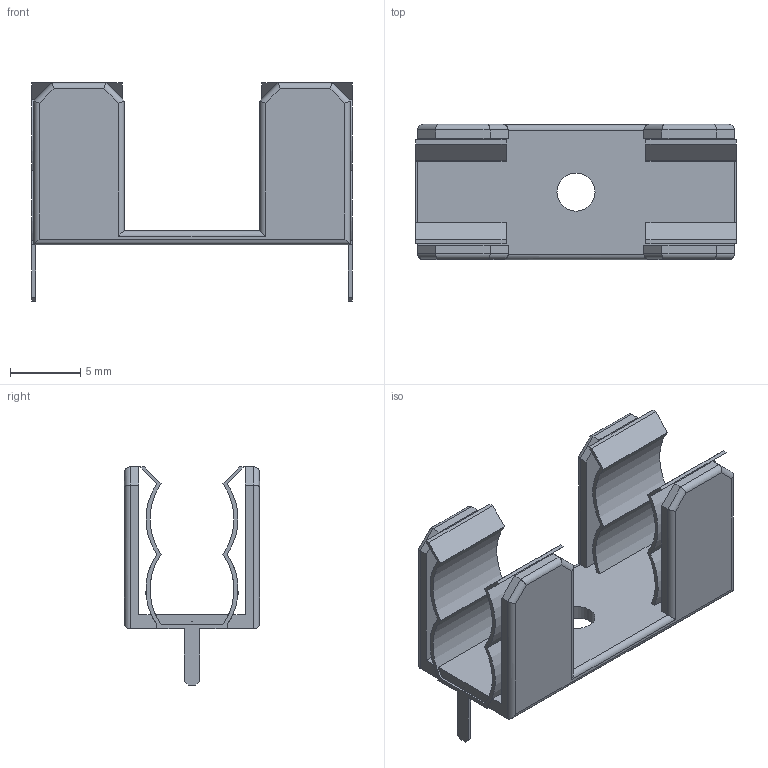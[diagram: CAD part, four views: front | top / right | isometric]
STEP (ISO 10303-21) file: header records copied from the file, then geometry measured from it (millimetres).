
FILE_DESCRIPTION(/* description */ ('model of Fuseholder_Cylinder-5x20mm_Schurter_0031_8201_Horizontal_Open'),/* implementation_level */ '2;1');
FILE_NAME(/* name */ 'Fuseholder_Cylinder-5x20mm_Schurter_0031_8201_Horizontal_Open.step',/* time_stamp */ '2019-01-12T13:58:08',/* author */ ('kicad StepUp','ksu'),/* organization */ ('FreeCAD'),/* preprocessor_version */ 'OCC',/* originating_system */ 'kicad StepUp',/* authorisation */ '');
FILE_SCHEMA(('AUTOMOTIVE_DESIGN { 1 0 10303 214 1 1 1 1 }'));
Length unit declared in the file: millimetre
Products named in the file (1): A_Schurter_0031_8201
Bounding box: 22.8 x 9.6 x 15.5 mm (x, y, z)
Volume: 552 mm3; surface area: 1712.7 mm2
Topology: 1 solids, 1 shells, 119 faces, 318 edges, 202 vertices
Faces by surface type: plane 76, cylinder 43
Full cylindrical faces by diameter (mm): 0.002 x1, 2.7 x1
Entity records: 2589 total; most frequent: ORIENTED_EDGE 457, CARTESIAN_POINT 441, EDGE_CURVE 318, LINE 222, VERTEX_POINT 202, AXIS2_PLACEMENT_3D 172, FACE_BOUND 122, EDGE_LOOP 122
